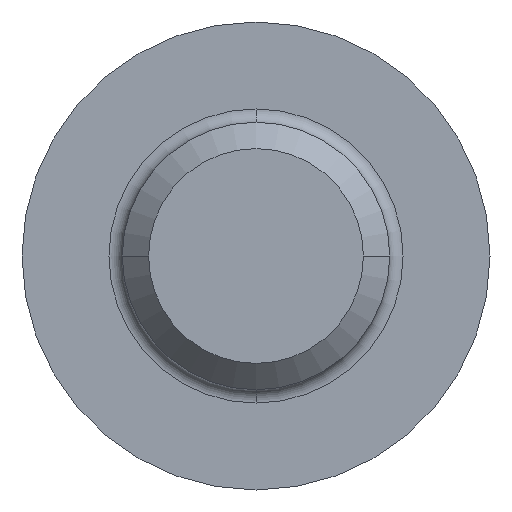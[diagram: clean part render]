
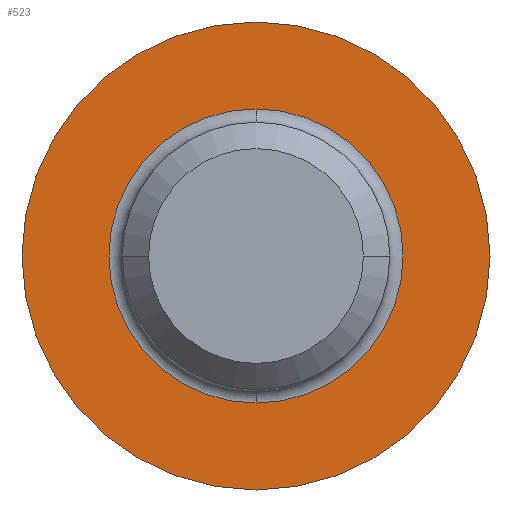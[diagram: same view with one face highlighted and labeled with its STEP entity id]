
A CAD part, left-side view. The second image highlights one B-rep face of the part: STEP entity #523.
In plain terms, the highlighted planar face has unit normal (-1, 0, 0).
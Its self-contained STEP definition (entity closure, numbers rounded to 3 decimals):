
#146=CARTESIAN_POINT('',(0.,0.,0.));
#147=DIRECTION('',(1.,0.,0.));
#148=DIRECTION('',(0.,0.,-1.));
#149=AXIS2_PLACEMENT_3D('',#146,#147,#148);
#154=CARTESIAN_POINT('',(0.,0.,0.));
#155=DIRECTION('',(-1.,0.,0.));
#156=DIRECTION('',(0.,0.,-1.));
#157=AXIS2_PLACEMENT_3D('',#154,#155,#156);
#178=CARTESIAN_POINT('',(0.,0.,0.));
#179=DIRECTION('',(-1.,0.,0.));
#180=DIRECTION('',(0.,0.,-1.));
#181=AXIS2_PLACEMENT_3D('',#178,#179,#180);
#186=CARTESIAN_POINT('',(0.,0.,0.));
#187=DIRECTION('',(1.,0.,0.));
#188=DIRECTION('',(0.,0.,-1.));
#189=AXIS2_PLACEMENT_3D('',#186,#187,#188);
#370=CARTESIAN_POINT('',(0.,0.,-2.2));
#372=VERTEX_POINT('',#370);
#376=CARTESIAN_POINT('',(0.,0.,2.2));
#378=VERTEX_POINT('',#376);
#382=CARTESIAN_POINT('',(0.,0.,-3.5));
#383=CARTESIAN_POINT('',(0.,0.,3.5));
#384=VERTEX_POINT('',#382);
#385=VERTEX_POINT('',#383);
#508=CARTESIAN_POINT('',(0.,0.,0.));
#509=DIRECTION('',(1.,0.,0.));
#510=DIRECTION('',(0.,0.,1.));
#511=AXIS2_PLACEMENT_3D('',#508,#509,#510);
#512=PLANE('',#511);
#513=ORIENTED_EDGE('',*,*,#491,.T.);
#514=ORIENTED_EDGE('',*,*,#474,.F.);
#515=EDGE_LOOP('',(#513,#514));
#516=FACE_OUTER_BOUND('',#515,.F.);
#518=ORIENTED_EDGE('',*,*,#517,.T.);
#520=ORIENTED_EDGE('',*,*,#519,.F.);
#521=EDGE_LOOP('',(#518,#520));
#522=FACE_BOUND('',#521,.F.);
#150=CIRCLE('',#149,3.5);
#158=CIRCLE('',#157,3.5);
#182=CIRCLE('',#181,2.2);
#190=CIRCLE('',#189,2.2);
#474=EDGE_CURVE('',#384,#385,#158,.T.);
#491=EDGE_CURVE('',#384,#385,#150,.T.);
#517=EDGE_CURVE('',#372,#378,#182,.T.);
#519=EDGE_CURVE('',#372,#378,#190,.T.);
#523=ADVANCED_FACE('',(#516,#522),#512,.F.);
